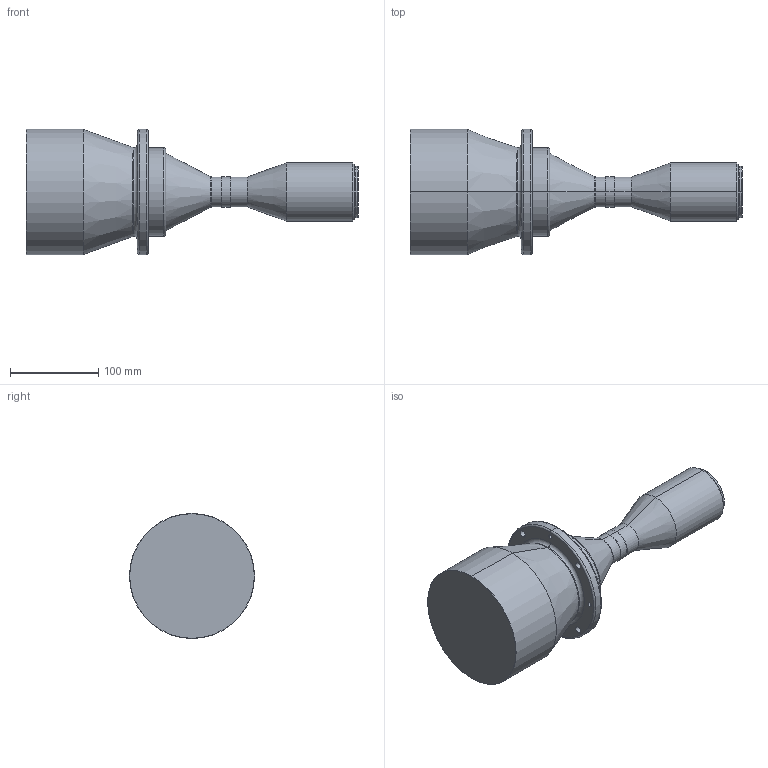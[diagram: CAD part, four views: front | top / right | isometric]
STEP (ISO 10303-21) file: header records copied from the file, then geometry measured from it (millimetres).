
FILE_DESCRIPTION (( 'STEP AP203' ), '1' );
FILE_NAME ('DTCM71M-110-M58-AL .STEP', '2019-11-19T07:35:46', ( 'Windows 蚚誧' ), ( '' ), 'SwSTEP 2.0', 'SolidWorks 2017', '' );
FILE_SCHEMA (( 'CONFIG_CONTROL_DESIGN' ));
Length unit declared in the file: millimetre
Products named in the file (1): DTCM71M-110-M58-AL 
Bounding box: 376.8 x 142 x 142 mm (x, y, z)
Volume: 2636468 mm3; surface area: 141532.3 mm2
Topology: 1 solids, 1 shells, 67 faces, 148 edges, 90 vertices
Faces by surface type: cylinder 34, torus 12, cone 12, plane 9
Entity records: 1985 total; most frequent: DIRECTION 386, CARTESIAN_POINT 306, ORIENTED_EDGE 296, AXIS2_PLACEMENT_3D 170, EDGE_CURVE 148, CIRCLE 102, EDGE_LOOP 90, VERTEX_POINT 90
